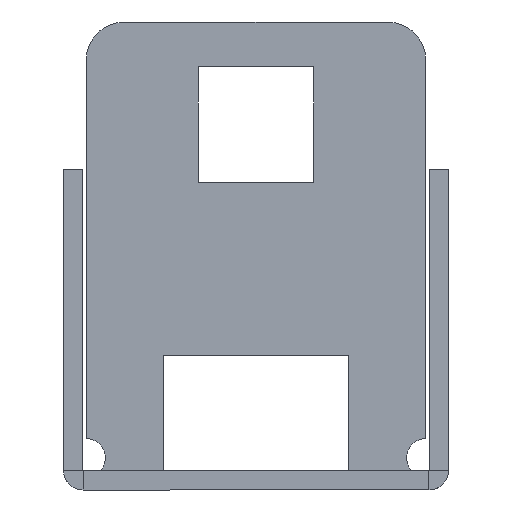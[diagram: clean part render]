
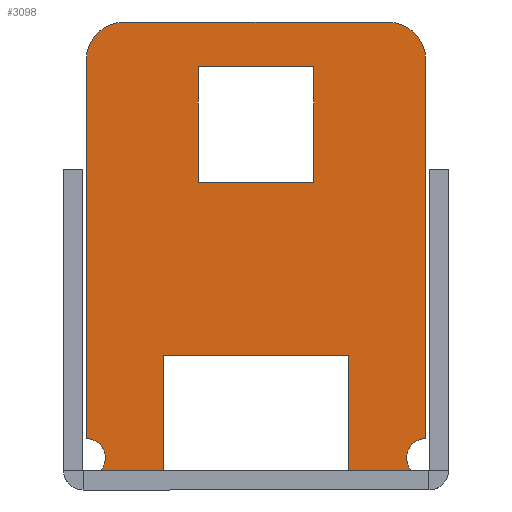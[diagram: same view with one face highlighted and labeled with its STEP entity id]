
A CAD part, left-side view. The second image highlights one B-rep face of the part: STEP entity #3098.
In plain terms, the highlighted planar face has unit normal (-1, 0, 0).
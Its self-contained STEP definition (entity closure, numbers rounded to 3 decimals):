
#187 = ORIENTED_EDGE ( 'NONE', *, *, #3608, .F. ) ;
#197 = EDGE_LOOP ( 'NONE', ( #718, #663, #773, #787, #301, #187, #199, #211, #223, #802, #750, #418 ) ) ;
#199 = ORIENTED_EDGE ( 'NONE', *, *, #3577, .F. ) ;
#211 = ORIENTED_EDGE ( 'NONE', *, *, #3609, .F. ) ;
#223 = ORIENTED_EDGE ( 'NONE', *, *, #3582, .F. ) ;
#233 = EDGE_LOOP ( 'NONE', ( #702, #785, #720, #655 ) ) ;
#301 = ORIENTED_EDGE ( 'NONE', *, *, #3594, .F. ) ;
#418 = ORIENTED_EDGE ( 'NONE', *, *, #3611, .F. ) ;
#655 = ORIENTED_EDGE ( 'NONE', *, *, #3606, .T. ) ;
#663 = ORIENTED_EDGE ( 'NONE', *, *, #3603, .T. ) ;
#702 = ORIENTED_EDGE ( 'NONE', *, *, #3605, .T. ) ;
#718 = ORIENTED_EDGE ( 'NONE', *, *, #3592, .F. ) ;
#720 = ORIENTED_EDGE ( 'NONE', *, *, #3596, .T. ) ;
#750 = ORIENTED_EDGE ( 'NONE', *, *, #3587, .F. ) ;
#773 = ORIENTED_EDGE ( 'NONE', *, *, #3598, .F. ) ;
#785 = ORIENTED_EDGE ( 'NONE', *, *, #3604, .T. ) ;
#787 = ORIENTED_EDGE ( 'NONE', *, *, #3600, .T. ) ;
#802 = ORIENTED_EDGE ( 'NONE', *, *, #3610, .F. ) ;
#842 = VECTOR ( 'NONE', #2560, 1000. ) ;
#852 = CIRCLE ( 'NONE', #3152, 3. ) ;
#874 = LINE ( 'NONE', #2963, #910 ) ;
#875 = LINE ( 'NONE', #2694, #1040 ) ;
#882 = LINE ( 'NONE', #2827, #998 ) ;
#910 = VECTOR ( 'NONE', #2850, 1000. ) ;
#911 = VECTOR ( 'NONE', #2635, 1000. ) ;
#918 = VECTOR ( 'NONE', #2930, 1000. ) ;
#919 = LINE ( 'NONE', #2657, #911 ) ;
#920 = LINE ( 'NONE', #2558, #842 ) ;
#960 = VECTOR ( 'NONE', #2545, 1000. ) ;
#979 = LINE ( 'NONE', #2613, #1011 ) ;
#987 = LINE ( 'NONE', #2547, #918 ) ;
#998 = VECTOR ( 'NONE', #2836, 1000. ) ;
#1011 = VECTOR ( 'NONE', #2608, 1000. ) ;
#1030 = LINE ( 'NONE', #2882, #960 ) ;
#1040 = VECTOR ( 'NONE', #2839, 1000. ) ;
#1265 = FACE_OUTER_BOUND ( 'NONE', #197, .T. ) ;
#1576 = FACE_BOUND ( 'NONE', #233, .T. ) ;
#1802 = DIRECTION ( 'NONE',  ( -1., 0., 0. ) ) ;
#1804 = DIRECTION ( 'NONE',  ( 0., 0., 1. ) ) ;
#1815 = PLANE ( 'NONE',  #3270 ) ;
#1823 = CARTESIAN_POINT ( 'NONE',  ( 71.25, 13.25, 1.5 ) ) ;
#2094 = CARTESIAN_POINT ( 'NONE',  ( 71.25, -7.25, 1.51 ) ) ;
#2095 = CARTESIAN_POINT ( 'NONE',  ( 71.25, 12.127, 1.51 ) ) ;
#2101 = CARTESIAN_POINT ( 'NONE',  ( 71.25, 13.25, 33.5 ) ) ;
#2125 = CARTESIAN_POINT ( 'NONE',  ( 71.25, 13.25, 4.004 ) ) ;
#2126 = CARTESIAN_POINT ( 'NONE',  ( 71.25, -4.5, 24. ) ) ;
#2130 = CARTESIAN_POINT ( 'NONE',  ( 71.25, -13.25, 33.5 ) ) ;
#2134 = CARTESIAN_POINT ( 'NONE',  ( 71.25, 4.5, 33. ) ) ;
#2142 = CARTESIAN_POINT ( 'NONE',  ( 71.25, -4.5, 33. ) ) ;
#2147 = CARTESIAN_POINT ( 'NONE',  ( 71.25, 7.25, 1.51 ) ) ;
#2160 = CARTESIAN_POINT ( 'NONE',  ( 71.25, 10.25, 36.5 ) ) ;
#2164 = CARTESIAN_POINT ( 'NONE',  ( 71.25, -7.25, 10.5 ) ) ;
#2170 = CARTESIAN_POINT ( 'NONE',  ( 71.25, 4.5, 24. ) ) ;
#2173 = CARTESIAN_POINT ( 'NONE',  ( 71.25, -13.25, 4.004 ) ) ;
#2177 = CARTESIAN_POINT ( 'NONE',  ( 71.25, 7.25, 10.5 ) ) ;
#2192 = CARTESIAN_POINT ( 'NONE',  ( 71.25, -12.127, 1.51 ) ) ;
#2193 = CARTESIAN_POINT ( 'NONE',  ( 71.25, -10.25, 36.5 ) ) ;
#2405 = VERTEX_POINT ( 'NONE', #2193 ) ;
#2406 = VERTEX_POINT ( 'NONE', #2192 ) ;
#2417 = VERTEX_POINT ( 'NONE', #2177 ) ;
#2420 = VERTEX_POINT ( 'NONE', #2173 ) ;
#2423 = VERTEX_POINT ( 'NONE', #2170 ) ;
#2426 = VERTEX_POINT ( 'NONE', #2164 ) ;
#2430 = VERTEX_POINT ( 'NONE', #2160 ) ;
#2444 = VERTEX_POINT ( 'NONE', #2147 ) ;
#2448 = VERTEX_POINT ( 'NONE', #2142 ) ;
#2457 = VERTEX_POINT ( 'NONE', #2134 ) ;
#2461 = VERTEX_POINT ( 'NONE', #2130 ) ;
#2465 = VERTEX_POINT ( 'NONE', #2126 ) ;
#2466 = VERTEX_POINT ( 'NONE', #2125 ) ;
#2489 = VERTEX_POINT ( 'NONE', #2101 ) ;
#2494 = VERTEX_POINT ( 'NONE', #2095 ) ;
#2495 = VERTEX_POINT ( 'NONE', #2094 ) ;
#2545 = DIRECTION ( 'NONE',  ( 0., 1., 0. ) ) ;
#2547 = CARTESIAN_POINT ( 'NONE',  ( 71.25, -13.25, 36.5 ) ) ;
#2558 = CARTESIAN_POINT ( 'NONE',  ( 71.25, -13.25, 1.51 ) ) ;
#2560 = DIRECTION ( 'NONE',  ( 0., 1., 0. ) ) ;
#2608 = DIRECTION ( 'NONE',  ( 0., 1., 0. ) ) ;
#2610 = DIRECTION ( 'NONE',  ( -1., 0., 0. ) ) ;
#2613 = CARTESIAN_POINT ( 'NONE',  ( 71.25, 7.25, 10.5 ) ) ;
#2635 = DIRECTION ( 'NONE',  ( 0., 1., 0. ) ) ;
#2657 = CARTESIAN_POINT ( 'NONE',  ( 71.25, -13.25, 1.51 ) ) ;
#2694 = CARTESIAN_POINT ( 'NONE',  ( 71.25, -13.25, 1.5 ) ) ;
#2703 = CARTESIAN_POINT ( 'NONE',  ( 71.25, 13.25, 2.504 ) ) ;
#2729 = DIRECTION ( 'NONE',  ( 0., 0., 1. ) ) ;
#2769 = DIRECTION ( 'NONE',  ( 0., 0., 1. ) ) ;
#2827 = CARTESIAN_POINT ( 'NONE',  ( 71.25, 13.25, 36.5 ) ) ;
#2836 = DIRECTION ( 'NONE',  ( 0., 0., 1. ) ) ;
#2839 = DIRECTION ( 'NONE',  ( 0., 0., -1. ) ) ;
#2847 = CARTESIAN_POINT ( 'NONE',  ( 71.25, 10.25, 33.5 ) ) ;
#2848 = DIRECTION ( 'NONE',  ( 0., -1., 0. ) ) ;
#2850 = DIRECTION ( 'NONE',  ( 0., 0., -1. ) ) ;
#2853 = CARTESIAN_POINT ( 'NONE',  ( 71.25, 4.5, 33. ) ) ;
#2856 = DIRECTION ( 'NONE',  ( 0., 0., 1. ) ) ;
#2860 = CARTESIAN_POINT ( 'NONE',  ( 71.25, -10.25, 33.5 ) ) ;
#2882 = CARTESIAN_POINT ( 'NONE',  ( 71.25, 4.5, 24. ) ) ;
#2884 = CARTESIAN_POINT ( 'NONE',  ( 71.25, -13.25, 2.504 ) ) ;
#2915 = DIRECTION ( 'NONE',  ( -1., 0., 0. ) ) ;
#2930 = DIRECTION ( 'NONE',  ( 0., -1., 0. ) ) ;
#2946 = DIRECTION ( 'NONE',  ( -1., 0., 0. ) ) ;
#2947 = CARTESIAN_POINT ( 'NONE',  ( 71.25, 4.5, 33. ) ) ;
#2963 = CARTESIAN_POINT ( 'NONE',  ( 71.25, -4.5, 33. ) ) ;
#2985 = DIRECTION ( 'NONE',  ( -1., 0., 0. ) ) ;
#2990 = DIRECTION ( 'NONE',  ( 0., 0., -1. ) ) ;
#3003 = DIRECTION ( 'NONE',  ( 0., 0., 1. ) ) ;
#3004 = CARTESIAN_POINT ( 'NONE',  ( 71.25, 7.25, -15.5 ) ) ;
#3005 = DIRECTION ( 'NONE',  ( 0., 0., -1. ) ) ;
#3006 = CARTESIAN_POINT ( 'NONE',  ( 71.25, -7.25, -15.5 ) ) ;
#3007 = DIRECTION ( 'NONE',  ( 0., 0., 1. ) ) ;
#3098 = ADVANCED_FACE ( 'NONE', ( #1576, #1265 ), #1815, .T. ) ;
#3150 = AXIS2_PLACEMENT_3D ( 'NONE', #2884, #2985, #2990 ) ;
#3152 = AXIS2_PLACEMENT_3D ( 'NONE', #2847, #2610, #2729 ) ;
#3154 = AXIS2_PLACEMENT_3D ( 'NONE', #2703, #2915, #3003 ) ;
#3169 = AXIS2_PLACEMENT_3D ( 'NONE', #2860, #2946, #2856 ) ;
#3270 = AXIS2_PLACEMENT_3D ( 'NONE', #1823, #1802, #1804 ) ;
#3577 = EDGE_CURVE ( 'NONE', #2444, #2494, #920, .T. ) ;
#3582 = EDGE_CURVE ( 'NONE', #2426, #2417, #979, .T. ) ;
#3587 = EDGE_CURVE ( 'NONE', #2406, #2495, #919, .T. ) ;
#3592 = EDGE_CURVE ( 'NONE', #2461, #2420, #875, .T. ) ;
#3594 = EDGE_CURVE ( 'NONE', #2466, #2489, #882, .T. ) ;
#3596 = EDGE_CURVE ( 'NONE', #2465, #2423, #1030, .T. ) ;
#3598 = EDGE_CURVE ( 'NONE', #2430, #2405, #987, .T. ) ;
#3600 = EDGE_CURVE ( 'NONE', #2430, #2489, #852, .T. ) ;
#3603 = EDGE_CURVE ( 'NONE', #2461, #2405, #3781, .T. ) ;
#3604 = EDGE_CURVE ( 'NONE', #2448, #2465, #874, .T. ) ;
#3605 = EDGE_CURVE ( 'NONE', #2457, #2448, #3733, .T. ) ;
#3606 = EDGE_CURVE ( 'NONE', #2423, #2457, #3775, .T. ) ;
#3608 = EDGE_CURVE ( 'NONE', #2494, #2466, #3752, .T. ) ;
#3609 = EDGE_CURVE ( 'NONE', #2417, #2444, #3782, .T. ) ;
#3610 = EDGE_CURVE ( 'NONE', #2495, #2426, #3761, .T. ) ;
#3611 = EDGE_CURVE ( 'NONE', #2420, #2406, #3741, .T. ) ;
#3733 = LINE ( 'NONE', #2853, #3779 ) ;
#3741 = CIRCLE ( 'NONE', #3150, 1.5 ) ;
#3750 = VECTOR ( 'NONE', #3007, 1000. ) ;
#3751 = VECTOR ( 'NONE', #3005, 1000. ) ;
#3752 = CIRCLE ( 'NONE', #3154, 1.5 ) ;
#3761 = LINE ( 'NONE', #3006, #3750 ) ;
#3773 = VECTOR ( 'NONE', #2769, 1000. ) ;
#3775 = LINE ( 'NONE', #2947, #3773 ) ;
#3779 = VECTOR ( 'NONE', #2848, 1000. ) ;
#3781 = CIRCLE ( 'NONE', #3169, 3. ) ;
#3782 = LINE ( 'NONE', #3004, #3751 ) ;
